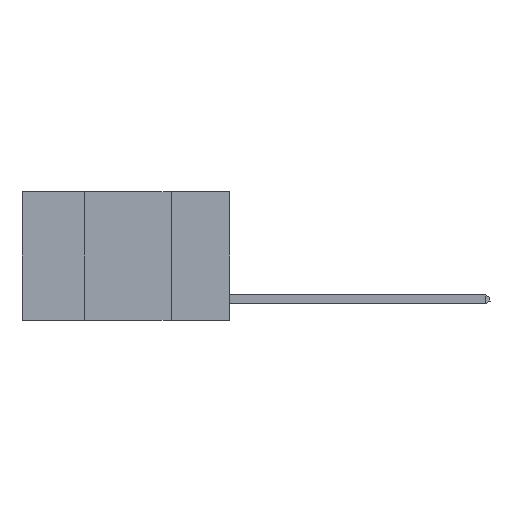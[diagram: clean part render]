
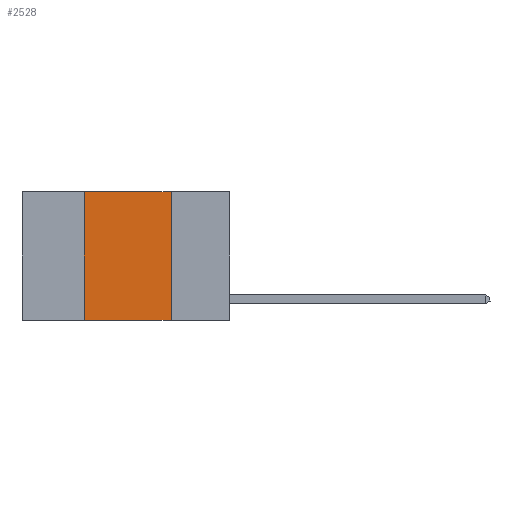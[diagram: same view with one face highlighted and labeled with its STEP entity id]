
A CAD part, left-side view. The second image highlights one B-rep face of the part: STEP entity #2528.
In plain terms, the highlighted planar face has unit normal (-1, 0, 0).
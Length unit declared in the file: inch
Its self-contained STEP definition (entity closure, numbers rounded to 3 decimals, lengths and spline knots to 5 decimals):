
#281 = DIRECTION ( 'NONE',  ( 0., -1., 0. ) ) ;
#396 = ORIENTED_EDGE ( 'NONE', *, *, #7743, .F. ) ;
#674 = EDGE_CURVE ( 'NONE', #6200, #2333, #5800, .T. ) ;
#754 = VECTOR ( 'NONE', #281, 39.37008 ) ;
#896 = VECTOR ( 'NONE', #2063, 39.37008 ) ;
#1343 = EDGE_CURVE ( 'NONE', #6200, #2427, #8062, .T. ) ;
#1505 = CARTESIAN_POINT ( 'NONE',  ( 0., 0.42, -0.37 ) ) ;
#1531 = CARTESIAN_POINT ( 'NONE',  ( 0., 0.42, 0. ) ) ;
#1890 = DIRECTION ( 'NONE',  ( 1., 0., 0. ) ) ;
#2063 = DIRECTION ( 'NONE',  ( 0., 0., 1. ) ) ;
#2333 = VERTEX_POINT ( 'NONE', #1531 ) ;
#2427 = VERTEX_POINT ( 'NONE', #7234 ) ;
#2429 = ORIENTED_EDGE ( 'NONE', *, *, #1343, .T. ) ;
#2528 = ADVANCED_FACE ( 'NONE', ( #7282 ), #4929, .F. ) ;
#2635 = LINE ( 'NONE', #4283, #10059 ) ;
#2866 = EDGE_CURVE ( 'NONE', #2936, #2427, #3519, .T. ) ;
#2936 = VERTEX_POINT ( 'NONE', #6486 ) ;
#3314 = CARTESIAN_POINT ( 'NONE',  ( 0., 0.17, 0. ) ) ;
#3350 = ORIENTED_EDGE ( 'NONE', *, *, #2866, .F. ) ;
#3519 = LINE ( 'NONE', #3314, #4736 ) ;
#4283 = CARTESIAN_POINT ( 'NONE',  ( 0., 0.6, 0. ) ) ;
#4736 = VECTOR ( 'NONE', #6432, 39.37008 ) ;
#4929 = PLANE ( 'NONE',  #8164 ) ;
#5027 = DIRECTION ( 'NONE',  ( 0., 0., -1. ) ) ;
#5173 = DIRECTION ( 'NONE',  ( 0., -1., 0. ) ) ;
#5800 = LINE ( 'NONE', #9766, #896 ) ;
#6200 = VERTEX_POINT ( 'NONE', #1505 ) ;
#6432 = DIRECTION ( 'NONE',  ( 0., 0., -1. ) ) ;
#6486 = CARTESIAN_POINT ( 'NONE',  ( 0., 0.17, 0. ) ) ;
#7234 = CARTESIAN_POINT ( 'NONE',  ( 0., 0.17, -0.37 ) ) ;
#7279 = CARTESIAN_POINT ( 'NONE',  ( 0., 0.6, -0.37 ) ) ;
#7282 = FACE_OUTER_BOUND ( 'NONE', #9178, .T. ) ;
#7743 = EDGE_CURVE ( 'NONE', #2333, #2936, #2635, .T. ) ;
#8062 = LINE ( 'NONE', #7279, #754 ) ;
#8164 = AXIS2_PLACEMENT_3D ( 'NONE', #8945, #1890, #5027 ) ;
#8351 = ORIENTED_EDGE ( 'NONE', *, *, #674, .F. ) ;
#8945 = CARTESIAN_POINT ( 'NONE',  ( 0., 0.6, 0. ) ) ;
#9178 = EDGE_LOOP ( 'NONE', ( #3350, #396, #8351, #2429 ) ) ;
#9766 = CARTESIAN_POINT ( 'NONE',  ( 0., 0.42, 0. ) ) ;
#10059 = VECTOR ( 'NONE', #5173, 39.37008 ) ;
